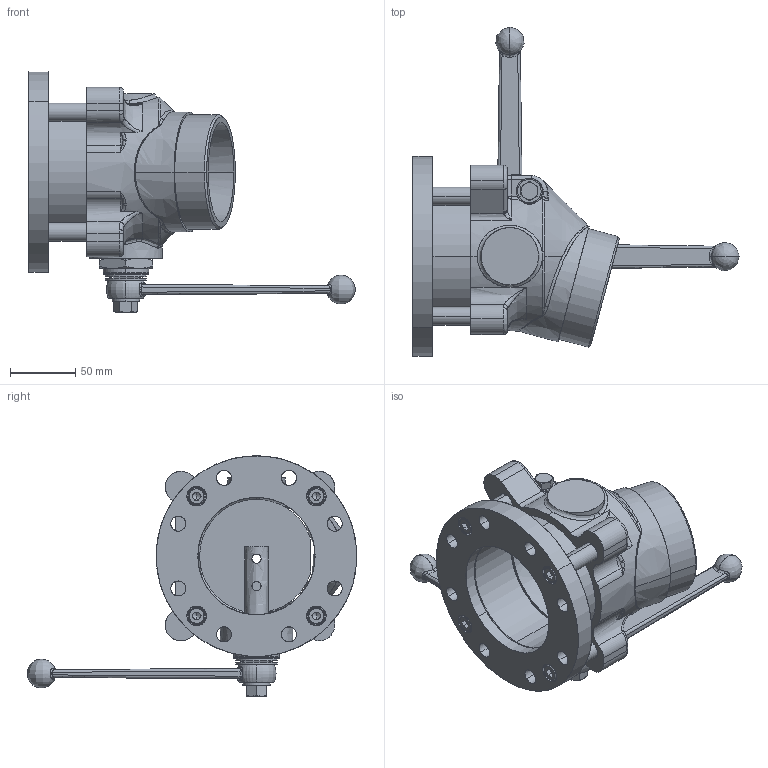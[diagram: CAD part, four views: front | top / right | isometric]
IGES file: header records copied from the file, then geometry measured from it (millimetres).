
Start section: SolidWorks IGES file using analytic representation for surfaces
Global section: file name: SGAT80DO_251886.IGS; native system: SolidWorks 2010; preprocessor: SolidWorks 2010; author: LarsenR; date: 120924.072647; units: millimetre
Bounding box: 250.49 x 252.99 x 184.6 mm (x, y, z)
Surface area: 193482 mm2 (no closed solid volume)
Topology: 0 solids, 0 shells, 845 faces, 13805 edges, 13788 vertices
Faces by surface type: bspline 631, revolution 214
